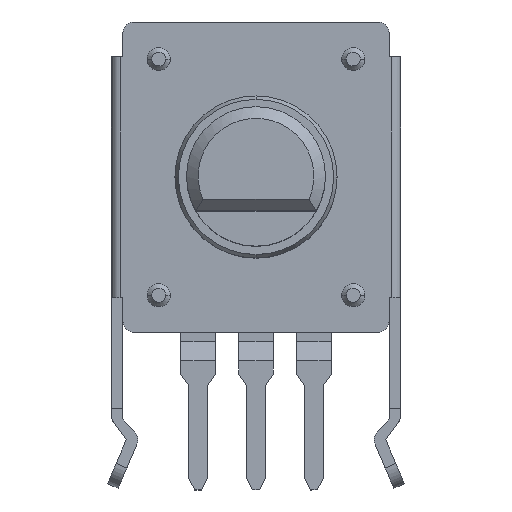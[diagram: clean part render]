
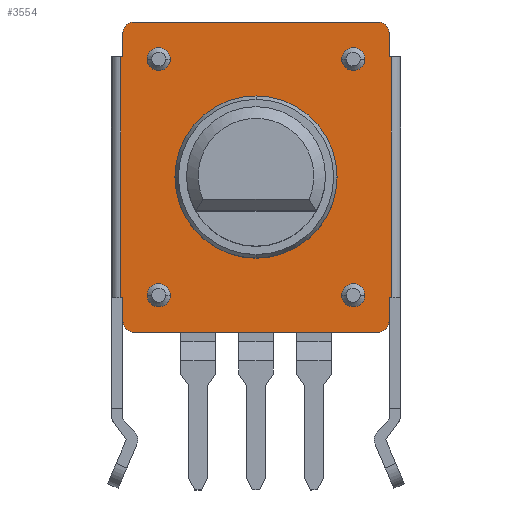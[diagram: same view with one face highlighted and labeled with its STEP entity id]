
A CAD part, top view. The second image highlights one B-rep face of the part: STEP entity #3554.
In plain terms, the highlighted planar face has unit normal (0, 0, 1).
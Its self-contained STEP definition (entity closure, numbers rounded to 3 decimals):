
#87 = DIRECTION ( 'NONE',  ( 0., -1., 0. ) ) ;
#141 = VERTEX_POINT ( 'NONE', #5608 ) ;
#186 = VECTOR ( 'NONE', #4688, 1000. ) ;
#218 = DIRECTION ( 'NONE',  ( 0., 0., -1. ) ) ;
#337 = VECTOR ( 'NONE', #3974, 1000. ) ;
#387 = ORIENTED_EDGE ( 'NONE', *, *, #3497, .T. ) ;
#421 = EDGE_CURVE ( 'NONE', #4018, #7516, #1722, .T. ) ;
#542 = EDGE_CURVE ( 'NONE', #4018, #2585, #7357, .T. ) ;
#598 = EDGE_CURVE ( 'NONE', #6512, #5251, #8237, .T. ) ;
#605 = AXIS2_PLACEMENT_3D ( 'NONE', #6013, #1281, #8143 ) ;
#637 = EDGE_CURVE ( 'NONE', #1498, #6535, #5067, .T. ) ;
#638 = DIRECTION ( 'NONE',  ( 1., 0., 0. ) ) ;
#642 = VERTEX_POINT ( 'NONE', #719 ) ;
#719 = CARTESIAN_POINT ( 'NONE',  ( -5.75, 16.2, 6. ) ) ;
#804 = CARTESIAN_POINT ( 'NONE',  ( 5.75, 16.7, 6. ) ) ;
#816 = FACE_OUTER_BOUND ( 'NONE', #6779, .T. ) ;
#846 = DIRECTION ( 'NONE',  ( 0., 0., -1. ) ) ;
#928 = DIRECTION ( 'NONE',  ( 0., -1., 0. ) ) ;
#993 = ORIENTED_EDGE ( 'NONE', *, *, #6935, .T. ) ;
#1001 = DIRECTION ( 'NONE',  ( 0., 1., 0. ) ) ;
#1067 = CARTESIAN_POINT ( 'NONE',  ( 5.25, 16.7, 6. ) ) ;
#1095 = ORIENTED_EDGE ( 'NONE', *, *, #5631, .F. ) ;
#1225 = EDGE_CURVE ( 'NONE', #8665, #6296, #1704, .T. ) ;
#1281 = DIRECTION ( 'NONE',  ( 0., 0., -1. ) ) ;
#1489 = CARTESIAN_POINT ( 'NONE',  ( -5.25, 3.8, 6. ) ) ;
#1492 = DIRECTION ( 'NONE',  ( 1., 0., 0. ) ) ;
#1498 = VERTEX_POINT ( 'NONE', #6619 ) ;
#1522 = VECTOR ( 'NONE', #4836, 1000. ) ;
#1531 = CARTESIAN_POINT ( 'NONE',  ( -5.85, 16.7, 6. ) ) ;
#1649 = DIRECTION ( 'NONE',  ( 0., 1., 0. ) ) ;
#1679 = EDGE_CURVE ( 'NONE', #6296, #4469, #6160, .T. ) ;
#1704 = CIRCLE ( 'NONE', #2010, 0.5 ) ;
#1707 = DIRECTION ( 'NONE',  ( 0., -1., 0. ) ) ;
#1722 = LINE ( 'NONE', #5841, #8889 ) ;
#1802 = VERTEX_POINT ( 'NONE', #5881 ) ;
#1823 = AXIS2_PLACEMENT_3D ( 'NONE', #1489, #4193, #87 ) ;
#2005 = DIRECTION ( 'NONE',  ( 0., 0., 1. ) ) ;
#2010 = AXIS2_PLACEMENT_3D ( 'NONE', #4990, #846, #5695 ) ;
#2159 = CARTESIAN_POINT ( 'NONE',  ( 5.85, 4.8, 6. ) ) ;
#2257 = VECTOR ( 'NONE', #4378, 1000. ) ;
#2323 = CARTESIAN_POINT ( 'NONE',  ( 0., 13.5, 6. ) ) ;
#2352 = EDGE_CURVE ( 'NONE', #4438, #5251, #2463, .T. ) ;
#2387 = DIRECTION ( 'NONE',  ( 0., 1., 0. ) ) ;
#2463 = LINE ( 'NONE', #804, #7450 ) ;
#2514 = ORIENTED_EDGE ( 'NONE', *, *, #3242, .T. ) ;
#2585 = VERTEX_POINT ( 'NONE', #3043 ) ;
#2819 = ORIENTED_EDGE ( 'NONE', *, *, #3902, .F. ) ;
#2934 = CIRCLE ( 'NONE', #605, 0.5 ) ;
#3019 = ORIENTED_EDGE ( 'NONE', *, *, #3475, .T. ) ;
#3038 = ORIENTED_EDGE ( 'NONE', *, *, #5330, .T. ) ;
#3039 = VECTOR ( 'NONE', #4606, 1000. ) ;
#3043 = CARTESIAN_POINT ( 'NONE',  ( 5.75, 4.8, 6. ) ) ;
#3055 = ORIENTED_EDGE ( 'NONE', *, *, #598, .T. ) ;
#3058 = VERTEX_POINT ( 'NONE', #6351 ) ;
#3077 = ORIENTED_EDGE ( 'NONE', *, *, #5553, .T. ) ;
#3226 = DIRECTION ( 'NONE',  ( 0., 0., -1. ) ) ;
#3240 = VECTOR ( 'NONE', #6257, 1000. ) ;
#3242 = EDGE_CURVE ( 'NONE', #1802, #141, #8205, .T. ) ;
#3359 = DIRECTION ( 'NONE',  ( 0., -1., 0. ) ) ;
#3410 = VERTEX_POINT ( 'NONE', #7188 ) ;
#3475 = EDGE_CURVE ( 'NONE', #3058, #8280, #6665, .T. ) ;
#3497 = EDGE_CURVE ( 'NONE', #8280, #3058, #5487, .T. ) ;
#3554 = ADVANCED_FACE ( 'NONE', ( #816, #7318 ), #7314, .T. ) ;
#3691 = VECTOR ( 'NONE', #1649, 1000. ) ;
#3695 = CARTESIAN_POINT ( 'NONE',  ( 5.75, 16.7, 6. ) ) ;
#3759 = ORIENTED_EDGE ( 'NONE', *, *, #7153, .F. ) ;
#3902 = EDGE_CURVE ( 'NONE', #4469, #1498, #4865, .T. ) ;
#3974 = DIRECTION ( 'NONE',  ( 0., 1., 0. ) ) ;
#4018 = VERTEX_POINT ( 'NONE', #2159 ) ;
#4035 = ORIENTED_EDGE ( 'NONE', *, *, #1679, .F. ) ;
#4047 = CARTESIAN_POINT ( 'NONE',  ( 5.25, 16.2, 6. ) ) ;
#4193 = DIRECTION ( 'NONE',  ( 0., 0., -1. ) ) ;
#4358 = CARTESIAN_POINT ( 'NONE',  ( 0., 10., 6. ) ) ;
#4378 = DIRECTION ( 'NONE',  ( -1., 0., 0. ) ) ;
#4426 = CARTESIAN_POINT ( 'NONE',  ( 5.75, 16.2, 6. ) ) ;
#4438 = VERTEX_POINT ( 'NONE', #6208 ) ;
#4469 = VERTEX_POINT ( 'NONE', #7519 ) ;
#4606 = DIRECTION ( 'NONE',  ( -1., 0., 0. ) ) ;
#4661 = LINE ( 'NONE', #5222, #3039 ) ;
#4688 = DIRECTION ( 'NONE',  ( -1., 0., 0. ) ) ;
#4822 = CARTESIAN_POINT ( 'NONE',  ( 5.75, 3.8, 6. ) ) ;
#4836 = DIRECTION ( 'NONE',  ( 1., 0., 0. ) ) ;
#4846 = AXIS2_PLACEMENT_3D ( 'NONE', #4358, #218, #928 ) ;
#4865 = CIRCLE ( 'NONE', #1823, 0.5 ) ;
#4980 = EDGE_CURVE ( 'NONE', #5138, #642, #5862, .T. ) ;
#4990 = CARTESIAN_POINT ( 'NONE',  ( 5.25, 3.8, 6. ) ) ;
#5004 = AXIS2_PLACEMENT_3D ( 'NONE', #4047, #2005, #3359 ) ;
#5053 = CARTESIAN_POINT ( 'NONE',  ( -5.75, 15.2, 6. ) ) ;
#5067 = LINE ( 'NONE', #6175, #3240 ) ;
#5115 = CARTESIAN_POINT ( 'NONE',  ( 5.85, 15.2, 6. ) ) ;
#5138 = VERTEX_POINT ( 'NONE', #5053 ) ;
#5161 = DIRECTION ( 'NONE',  ( 0., 0., 1. ) ) ;
#5207 = VECTOR ( 'NONE', #638, 1000. ) ;
#5222 = CARTESIAN_POINT ( 'NONE',  ( -5.25, 15.2, 6. ) ) ;
#5236 = CARTESIAN_POINT ( 'NONE',  ( -5.75, 4.8, 6. ) ) ;
#5251 = VERTEX_POINT ( 'NONE', #1067 ) ;
#5301 = CARTESIAN_POINT ( 'NONE',  ( 5.75, 4.8, 6. ) ) ;
#5330 = EDGE_CURVE ( 'NONE', #5138, #1802, #4661, .T. ) ;
#5487 = CIRCLE ( 'NONE', #7349, 3.5 ) ;
#5550 = LINE ( 'NONE', #6333, #3691 ) ;
#5553 = EDGE_CURVE ( 'NONE', #141, #6535, #6070, .T. ) ;
#5608 = CARTESIAN_POINT ( 'NONE',  ( -5.85, 4.8, 6. ) ) ;
#5631 = EDGE_CURVE ( 'NONE', #3410, #7516, #6603, .T. ) ;
#5652 = CARTESIAN_POINT ( 'NONE',  ( 5.25, 3.3, 6. ) ) ;
#5695 = DIRECTION ( 'NONE',  ( 0., -1., 0. ) ) ;
#5757 = ORIENTED_EDGE ( 'NONE', *, *, #637, .F. ) ;
#5784 = ORIENTED_EDGE ( 'NONE', *, *, #542, .F. ) ;
#5841 = CARTESIAN_POINT ( 'NONE',  ( 5.85, 16.7, 6. ) ) ;
#5862 = LINE ( 'NONE', #8787, #337 ) ;
#5881 = CARTESIAN_POINT ( 'NONE',  ( -5.85, 15.2, 6. ) ) ;
#5891 = CARTESIAN_POINT ( 'NONE',  ( 0., 10., 6. ) ) ;
#6013 = CARTESIAN_POINT ( 'NONE',  ( -5.25, 16.2, 6. ) ) ;
#6068 = VECTOR ( 'NONE', #1001, 1000. ) ;
#6070 = LINE ( 'NONE', #7613, #1522 ) ;
#6160 = LINE ( 'NONE', #7149, #2257 ) ;
#6175 = CARTESIAN_POINT ( 'NONE',  ( -5.75, 16.7, 6. ) ) ;
#6208 = CARTESIAN_POINT ( 'NONE',  ( -5.25, 16.7, 6. ) ) ;
#6257 = DIRECTION ( 'NONE',  ( 0., 1., 0. ) ) ;
#6274 = ORIENTED_EDGE ( 'NONE', *, *, #1225, .F. ) ;
#6296 = VERTEX_POINT ( 'NONE', #5652 ) ;
#6333 = CARTESIAN_POINT ( 'NONE',  ( 5.75, 16.7, 6. ) ) ;
#6351 = CARTESIAN_POINT ( 'NONE',  ( 0., 6.5, 6. ) ) ;
#6512 = VERTEX_POINT ( 'NONE', #4426 ) ;
#6535 = VERTEX_POINT ( 'NONE', #5236 ) ;
#6537 = AXIS2_PLACEMENT_3D ( 'NONE', #8744, #5161, #1707 ) ;
#6603 = LINE ( 'NONE', #8256, #5207 ) ;
#6619 = CARTESIAN_POINT ( 'NONE',  ( -5.75, 3.8, 6. ) ) ;
#6665 = CIRCLE ( 'NONE', #4846, 3.5 ) ;
#6719 = ORIENTED_EDGE ( 'NONE', *, *, #4980, .F. ) ;
#6779 = EDGE_LOOP ( 'NONE', ( #993, #3055, #7249, #3759, #6719, #3038, #2514, #3077, #5757, #2819, #4035, #6274, #7424, #5784, #7548, #1095 ) ) ;
#6935 = EDGE_CURVE ( 'NONE', #3410, #6512, #5550, .T. ) ;
#7100 = VECTOR ( 'NONE', #8477, 1000. ) ;
#7149 = CARTESIAN_POINT ( 'NONE',  ( -3.95, 3.3, 6. ) ) ;
#7153 = EDGE_CURVE ( 'NONE', #642, #4438, #2934, .T. ) ;
#7188 = CARTESIAN_POINT ( 'NONE',  ( 5.75, 15.2, 6. ) ) ;
#7249 = ORIENTED_EDGE ( 'NONE', *, *, #2352, .F. ) ;
#7314 = PLANE ( 'NONE',  #6537 ) ;
#7318 = FACE_BOUND ( 'NONE', #7953, .T. ) ;
#7349 = AXIS2_PLACEMENT_3D ( 'NONE', #5891, #3226, #7993 ) ;
#7357 = LINE ( 'NONE', #5301, #186 ) ;
#7424 = ORIENTED_EDGE ( 'NONE', *, *, #7454, .T. ) ;
#7450 = VECTOR ( 'NONE', #1492, 1000. ) ;
#7454 = EDGE_CURVE ( 'NONE', #8665, #2585, #7711, .T. ) ;
#7516 = VERTEX_POINT ( 'NONE', #5115 ) ;
#7519 = CARTESIAN_POINT ( 'NONE',  ( -5.25, 3.3, 6. ) ) ;
#7548 = ORIENTED_EDGE ( 'NONE', *, *, #421, .T. ) ;
#7613 = CARTESIAN_POINT ( 'NONE',  ( -5.25, 4.8, 6. ) ) ;
#7711 = LINE ( 'NONE', #3695, #6068 ) ;
#7953 = EDGE_LOOP ( 'NONE', ( #3019, #387 ) ) ;
#7993 = DIRECTION ( 'NONE',  ( 0., -1., 0. ) ) ;
#8143 = DIRECTION ( 'NONE',  ( 0., -1., 0. ) ) ;
#8205 = LINE ( 'NONE', #1531, #7100 ) ;
#8237 = CIRCLE ( 'NONE', #5004, 0.5 ) ;
#8256 = CARTESIAN_POINT ( 'NONE',  ( 6.25, 15.2, 6. ) ) ;
#8280 = VERTEX_POINT ( 'NONE', #2323 ) ;
#8477 = DIRECTION ( 'NONE',  ( 0., -1., 0. ) ) ;
#8665 = VERTEX_POINT ( 'NONE', #4822 ) ;
#8744 = CARTESIAN_POINT ( 'NONE',  ( -5.25, 16.7, 6. ) ) ;
#8787 = CARTESIAN_POINT ( 'NONE',  ( -5.75, 16.7, 6. ) ) ;
#8889 = VECTOR ( 'NONE', #2387, 1000. ) ;
